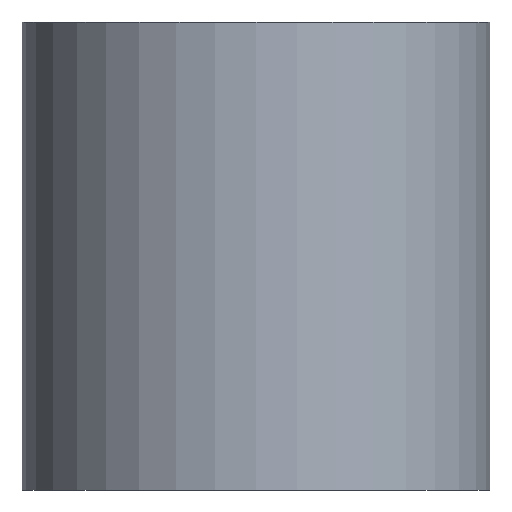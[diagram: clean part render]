
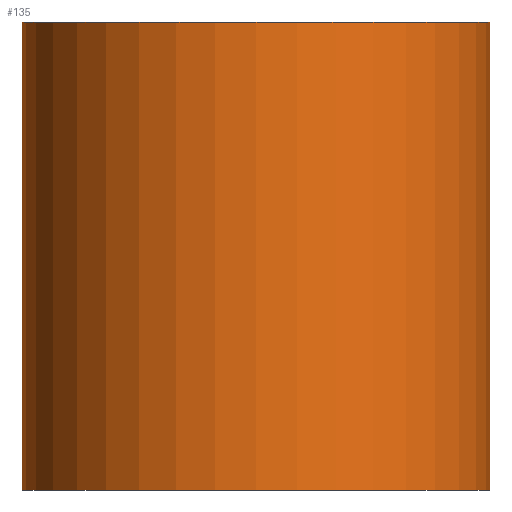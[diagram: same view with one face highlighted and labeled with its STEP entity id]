
A CAD part, front view. The second image highlights one B-rep face of the part: STEP entity #135.
In plain terms, the highlighted cylindrical face has radius 2.381 mm (diameter 4.762 mm), a partial arc.
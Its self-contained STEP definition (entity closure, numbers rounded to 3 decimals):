
#3 = VERTEX_POINT ( 'NONE', #121 ) ;
#7 = VERTEX_POINT ( 'NONE', #206 ) ;
#8 = CARTESIAN_POINT ( 'NONE',  ( 2.381, 0., 2.381 ) ) ;
#10 = ORIENTED_EDGE ( 'NONE', *, *, #38, .F. ) ;
#13 = DIRECTION ( 'NONE',  ( 0., 0., 1. ) ) ;
#16 = DIRECTION ( 'NONE',  ( -1., 0., 0. ) ) ;
#19 = ORIENTED_EDGE ( 'NONE', *, *, #207, .T. ) ;
#22 = LINE ( 'NONE', #8, #34 ) ;
#23 = FACE_OUTER_BOUND ( 'NONE', #70, .T. ) ;
#25 = DIRECTION ( 'NONE',  ( 0., 0., -1. ) ) ;
#34 = VECTOR ( 'NONE', #157, 1000. ) ;
#38 = EDGE_CURVE ( 'NONE', #7, #66, #22, .T. ) ;
#61 = CYLINDRICAL_SURFACE ( 'NONE', #111, 2.381 ) ;
#66 = VERTEX_POINT ( 'NONE', #213 ) ;
#70 = EDGE_LOOP ( 'NONE', ( #10, #125, #19, #118 ) ) ;
#75 = VECTOR ( 'NONE', #25, 1000. ) ;
#78 = CARTESIAN_POINT ( 'NONE',  ( -2.381, 0., 2.381 ) ) ;
#80 = CARTESIAN_POINT ( 'NONE',  ( 0., 0., 2.381 ) ) ;
#82 = LINE ( 'NONE', #115, #75 ) ;
#96 = CARTESIAN_POINT ( 'NONE',  ( 0., 0., -2.381 ) ) ;
#108 = EDGE_CURVE ( 'NONE', #3, #66, #114, .T. ) ;
#111 = AXIS2_PLACEMENT_3D ( 'NONE', #163, #198, #16 ) ;
#113 = DIRECTION ( 'NONE',  ( 1., 0., 0. ) ) ;
#114 = CIRCLE ( 'NONE', #170, 2.381 ) ;
#115 = CARTESIAN_POINT ( 'NONE',  ( -2.381, 0., 2.381 ) ) ;
#118 = ORIENTED_EDGE ( 'NONE', *, *, #108, .T. ) ;
#121 = CARTESIAN_POINT ( 'NONE',  ( -2.381, 0., -2.381 ) ) ;
#125 = ORIENTED_EDGE ( 'NONE', *, *, #197, .F. ) ;
#132 = AXIS2_PLACEMENT_3D ( 'NONE', #80, #146, #113 ) ;
#135 = ADVANCED_FACE ( 'NONE', ( #23 ), #61, .T. ) ;
#143 = VERTEX_POINT ( 'NONE', #78 ) ;
#145 = DIRECTION ( 'NONE',  ( 1., 0., 0. ) ) ;
#146 = DIRECTION ( 'NONE',  ( 0., 0., 1. ) ) ;
#153 = CIRCLE ( 'NONE', #132, 2.381 ) ;
#157 = DIRECTION ( 'NONE',  ( 0., 0., -1. ) ) ;
#163 = CARTESIAN_POINT ( 'NONE',  ( 0., 0., 2.381 ) ) ;
#170 = AXIS2_PLACEMENT_3D ( 'NONE', #96, #13, #145 ) ;
#197 = EDGE_CURVE ( 'NONE', #143, #7, #153, .T. ) ;
#198 = DIRECTION ( 'NONE',  ( 0., 0., -1. ) ) ;
#206 = CARTESIAN_POINT ( 'NONE',  ( 2.381, 0., 2.381 ) ) ;
#207 = EDGE_CURVE ( 'NONE', #143, #3, #82, .T. ) ;
#213 = CARTESIAN_POINT ( 'NONE',  ( 2.381, 0., -2.381 ) ) ;
